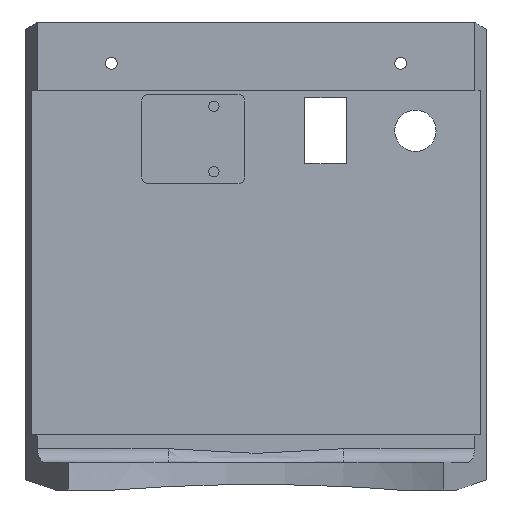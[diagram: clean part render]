
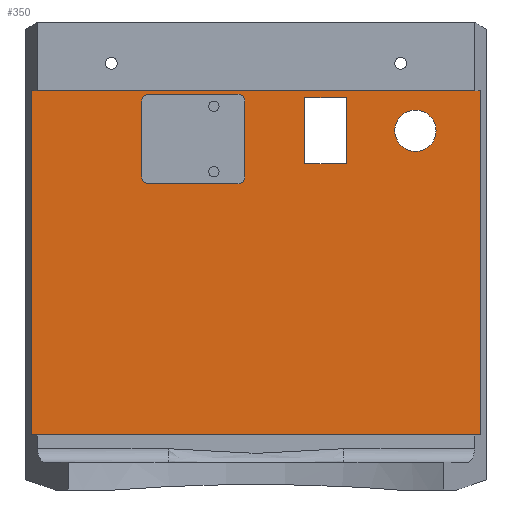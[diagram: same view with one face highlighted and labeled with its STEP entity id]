
A CAD part, front view. The second image highlights one B-rep face of the part: STEP entity #350.
In plain terms, the highlighted planar face has unit normal (0, -1, 0).
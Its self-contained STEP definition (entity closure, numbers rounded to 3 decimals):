
#1 = VECTOR ( 'NONE', #1500, 1000. ) ;
#9 = ORIENTED_EDGE ( 'NONE', *, *, #904, .T. ) ;
#11 = ORIENTED_EDGE ( 'NONE', *, *, #1361, .T. ) ;
#16 = ORIENTED_EDGE ( 'NONE', *, *, #969, .F. ) ;
#25 = CIRCLE ( 'NONE', #937, 2. ) ;
#29 = VECTOR ( 'NONE', #750, 1000. ) ;
#32 = CARTESIAN_POINT ( 'NONE',  ( 46.332, 3., 38.4 ) ) ;
#47 = VERTEX_POINT ( 'NONE', #32 ) ;
#62 = DIRECTION ( 'NONE',  ( 1., 0., 0. ) ) ;
#95 = VERTEX_POINT ( 'NONE', #373 ) ;
#106 = CARTESIAN_POINT ( 'NONE',  ( 46.332, 3., 26.4 ) ) ;
#107 = CARTESIAN_POINT ( 'NONE',  ( -33.232, 3., 43. ) ) ;
#109 = FACE_BOUND ( 'NONE', #1397, .T. ) ;
#119 = VERTEX_POINT ( 'NONE', #1041 ) ;
#136 = VERTEX_POINT ( 'NONE', #1031 ) ;
#160 = LINE ( 'NONE', #407, #728 ) ;
#175 = LINE ( 'NONE', #1256, #610 ) ;
#178 = CARTESIAN_POINT ( 'NONE',  ( -3.232, 3., 41. ) ) ;
#185 = VECTOR ( 'NONE', #1387, 1000. ) ;
#198 = ORIENTED_EDGE ( 'NONE', *, *, #1425, .F. ) ;
#200 = ORIENTED_EDGE ( 'NONE', *, *, #571, .T. ) ;
#211 = DIRECTION ( 'NONE',  ( 1., 0., 0. ) ) ;
#219 = VERTEX_POINT ( 'NONE', #1280 ) ;
#222 = CARTESIAN_POINT ( 'NONE',  ( 46.332, 3., 32.4 ) ) ;
#225 = EDGE_CURVE ( 'NONE', #47, #587, #700, .T. ) ;
#267 = AXIS2_PLACEMENT_3D ( 'NONE', #434, #923, #1394 ) ;
#275 = EDGE_CURVE ( 'NONE', #219, #1054, #1573, .T. ) ;
#276 = VERTEX_POINT ( 'NONE', #1215 ) ;
#287 = DIRECTION ( 'NONE',  ( 0., 0., -1. ) ) ;
#289 = AXIS2_PLACEMENT_3D ( 'NONE', #1476, #365, #860 ) ;
#290 = LINE ( 'NONE', #771, #902 ) ;
#298 = CIRCLE ( 'NONE', #815, 6. ) ;
#314 = LINE ( 'NONE', #808, #185 ) ;
#319 = DIRECTION ( 'NONE',  ( 0., 0., -1. ) ) ;
#327 = CARTESIAN_POINT ( 'NONE',  ( -31.232, 3., 43. ) ) ;
#342 = VERTEX_POINT ( 'NONE', #1471 ) ;
#350 = ADVANCED_FACE ( 'NONE', ( #1222, #109, #977, #608 ), #484, .T. ) ;
#356 = DIRECTION ( 'NONE',  ( 0., 1., 0. ) ) ;
#365 = DIRECTION ( 'NONE',  ( 0., -1., 0. ) ) ;
#373 = CARTESIAN_POINT ( 'NONE',  ( 26.332, 3., 22.8 ) ) ;
#374 = CIRCLE ( 'NONE', #838, 2. ) ;
#407 = CARTESIAN_POINT ( 'NONE',  ( 65.232, 3., 0. ) ) ;
#415 = LINE ( 'NONE', #1400, #1499 ) ;
#434 = CARTESIAN_POINT ( 'NONE',  ( -31.232, 3., 19. ) ) ;
#484 = PLANE ( 'NONE',  #289 ) ;
#494 = CARTESIAN_POINT ( 'NONE',  ( -31.232, 3., 41. ) ) ;
#538 = CARTESIAN_POINT ( 'NONE',  ( -33.232, 3., 41. ) ) ;
#555 = DIRECTION ( 'NONE',  ( -1., 0., 0. ) ) ;
#558 = EDGE_CURVE ( 'NONE', #136, #819, #25, .T. ) ;
#569 = VERTEX_POINT ( 'NONE', #1440 ) ;
#571 = EDGE_CURVE ( 'NONE', #342, #1274, #836, .T. ) ;
#581 = LINE ( 'NONE', #1070, #1133 ) ;
#582 = DIRECTION ( 'NONE',  ( 0., 0., -1. ) ) ;
#587 = VERTEX_POINT ( 'NONE', #106 ) ;
#595 = DIRECTION ( 'NONE',  ( 0., -1., 0. ) ) ;
#608 = FACE_OUTER_BOUND ( 'NONE', #1077, .T. ) ;
#610 = VECTOR ( 'NONE', #287, 1000. ) ;
#628 = VERTEX_POINT ( 'NONE', #1254 ) ;
#632 = CARTESIAN_POINT ( 'NONE',  ( -3.232, 3., 43. ) ) ;
#635 = VERTEX_POINT ( 'NONE', #1355 ) ;
#657 = DIRECTION ( 'NONE',  ( 0., 0., 1. ) ) ;
#660 = ORIENTED_EDGE ( 'NONE', *, *, #1139, .F. ) ;
#700 = CIRCLE ( 'NONE', #861, 6. ) ;
#704 = DIRECTION ( 'NONE',  ( 0., 0., -1. ) ) ;
#720 = CARTESIAN_POINT ( 'NONE',  ( -33.232, 3., 19. ) ) ;
#722 = DIRECTION ( 'NONE',  ( 0., -1., 0. ) ) ;
#728 = VECTOR ( 'NONE', #657, 1000. ) ;
#735 = LINE ( 'NONE', #632, #1 ) ;
#750 = DIRECTION ( 'NONE',  ( -1., 0., 0. ) ) ;
#752 = ORIENTED_EDGE ( 'NONE', *, *, #919, .T. ) ;
#760 = EDGE_CURVE ( 'NONE', #844, #1390, #374, .T. ) ;
#771 = CARTESIAN_POINT ( 'NONE',  ( -83.5, 3., 44. ) ) ;
#808 = CARTESIAN_POINT ( 'NONE',  ( -65.232, 3., 0. ) ) ;
#815 = AXIS2_PLACEMENT_3D ( 'NONE', #222, #595, #319 ) ;
#819 = VERTEX_POINT ( 'NONE', #178 ) ;
#833 = EDGE_LOOP ( 'NONE', ( #198, #1052 ) ) ;
#836 = CIRCLE ( 'NONE', #1114, 2. ) ;
#838 = AXIS2_PLACEMENT_3D ( 'NONE', #494, #356, #1232 ) ;
#844 = VERTEX_POINT ( 'NONE', #538 ) ;
#846 = ORIENTED_EDGE ( 'NONE', *, *, #275, .F. ) ;
#849 = CARTESIAN_POINT ( 'NONE',  ( -5.232, 3., 19. ) ) ;
#860 = DIRECTION ( 'NONE',  ( 0., 0., -1. ) ) ;
#861 = AXIS2_PLACEMENT_3D ( 'NONE', #1597, #722, #1208 ) ;
#888 = CARTESIAN_POINT ( 'NONE',  ( -83.5, 3., -56. ) ) ;
#891 = CARTESIAN_POINT ( 'NONE',  ( -65.232, 3., 44. ) ) ;
#902 = VECTOR ( 'NONE', #555, 1000. ) ;
#904 = EDGE_CURVE ( 'NONE', #569, #1027, #966, .T. ) ;
#919 = EDGE_CURVE ( 'NONE', #1581, #276, #314, .T. ) ;
#921 = ORIENTED_EDGE ( 'NONE', *, *, #1496, .F. ) ;
#923 = DIRECTION ( 'NONE',  ( 0., 1., 0. ) ) ;
#933 = CARTESIAN_POINT ( 'NONE',  ( 14.132, 3., 22.8 ) ) ;
#937 = AXIS2_PLACEMENT_3D ( 'NONE', #1183, #1456, #1314 ) ;
#955 = ORIENTED_EDGE ( 'NONE', *, *, #1284, .F. ) ;
#966 = CIRCLE ( 'NONE', #267, 2. ) ;
#969 = EDGE_CURVE ( 'NONE', #628, #219, #1578, .T. ) ;
#977 = FACE_BOUND ( 'NONE', #833, .T. ) ;
#986 = ORIENTED_EDGE ( 'NONE', *, *, #1223, .F. ) ;
#1010 = LINE ( 'NONE', #888, #1120 ) ;
#1027 = VERTEX_POINT ( 'NONE', #720 ) ;
#1031 = CARTESIAN_POINT ( 'NONE',  ( -5.232, 3., 43. ) ) ;
#1041 = CARTESIAN_POINT ( 'NONE',  ( 65.232, 3., -56. ) ) ;
#1044 = ORIENTED_EDGE ( 'NONE', *, *, #1550, .T. ) ;
#1052 = ORIENTED_EDGE ( 'NONE', *, *, #225, .F. ) ;
#1054 = VERTEX_POINT ( 'NONE', #933 ) ;
#1062 = VECTOR ( 'NONE', #704, 1000. ) ;
#1067 = ORIENTED_EDGE ( 'NONE', *, *, #760, .T. ) ;
#1070 = CARTESIAN_POINT ( 'NONE',  ( -33.232, 3., 17. ) ) ;
#1077 = EDGE_LOOP ( 'NONE', ( #1044, #1259, #752, #11 ) ) ;
#1079 = CARTESIAN_POINT ( 'NONE',  ( 14.132, 3., 22.8 ) ) ;
#1103 = CARTESIAN_POINT ( 'NONE',  ( 14.132, 3., 42. ) ) ;
#1114 = AXIS2_PLACEMENT_3D ( 'NONE', #849, #1332, #582 ) ;
#1120 = VECTOR ( 'NONE', #1384, 1000. ) ;
#1133 = VECTOR ( 'NONE', #211, 1000. ) ;
#1137 = CARTESIAN_POINT ( 'NONE',  ( -5.232, 3., 17. ) ) ;
#1139 = EDGE_CURVE ( 'NONE', #342, #819, #735, .T. ) ;
#1154 = DIRECTION ( 'NONE',  ( 0., 0., 1. ) ) ;
#1183 = CARTESIAN_POINT ( 'NONE',  ( -5.232, 3., 41. ) ) ;
#1194 = DIRECTION ( 'NONE',  ( -1., 0., 0. ) ) ;
#1208 = DIRECTION ( 'NONE',  ( 0., 0., -1. ) ) ;
#1215 = CARTESIAN_POINT ( 'NONE',  ( -65.232, 3., -56. ) ) ;
#1222 = FACE_BOUND ( 'NONE', #1569, .T. ) ;
#1223 = EDGE_CURVE ( 'NONE', #136, #1390, #1602, .T. ) ;
#1232 = DIRECTION ( 'NONE',  ( 0., 0., -1. ) ) ;
#1239 = VECTOR ( 'NONE', #62, 1000. ) ;
#1254 = CARTESIAN_POINT ( 'NONE',  ( 26.332, 3., 42. ) ) ;
#1256 = CARTESIAN_POINT ( 'NONE',  ( -33.232, 3., 43. ) ) ;
#1259 = ORIENTED_EDGE ( 'NONE', *, *, #1592, .T. ) ;
#1274 = VERTEX_POINT ( 'NONE', #1137 ) ;
#1280 = CARTESIAN_POINT ( 'NONE',  ( 14.132, 3., 42. ) ) ;
#1284 = EDGE_CURVE ( 'NONE', #844, #1027, #175, .T. ) ;
#1314 = DIRECTION ( 'NONE',  ( 0., 0., -1. ) ) ;
#1332 = DIRECTION ( 'NONE',  ( 0., 1., 0. ) ) ;
#1352 = ORIENTED_EDGE ( 'NONE', *, *, #1557, .F. ) ;
#1355 = CARTESIAN_POINT ( 'NONE',  ( 65.232, 3., 44. ) ) ;
#1361 = EDGE_CURVE ( 'NONE', #276, #119, #1010, .T. ) ;
#1380 = VECTOR ( 'NONE', #1194, 1000. ) ;
#1384 = DIRECTION ( 'NONE',  ( 1., 0., 0. ) ) ;
#1387 = DIRECTION ( 'NONE',  ( 0., 0., -1. ) ) ;
#1390 = VERTEX_POINT ( 'NONE', #327 ) ;
#1394 = DIRECTION ( 'NONE',  ( 0., 0., -1. ) ) ;
#1397 = EDGE_LOOP ( 'NONE', ( #1352, #921, #846, #16 ) ) ;
#1400 = CARTESIAN_POINT ( 'NONE',  ( 26.332, 3., 42. ) ) ;
#1425 = EDGE_CURVE ( 'NONE', #587, #47, #298, .T. ) ;
#1440 = CARTESIAN_POINT ( 'NONE',  ( -31.232, 3., 17. ) ) ;
#1442 = CARTESIAN_POINT ( 'NONE',  ( 14.132, 3., 42. ) ) ;
#1448 = LINE ( 'NONE', #1079, #1239 ) ;
#1456 = DIRECTION ( 'NONE',  ( 0., 1., 0. ) ) ;
#1471 = CARTESIAN_POINT ( 'NONE',  ( -3.232, 3., 19. ) ) ;
#1476 = CARTESIAN_POINT ( 'NONE',  ( 0., 3., 0. ) ) ;
#1479 = EDGE_CURVE ( 'NONE', #569, #1274, #581, .T. ) ;
#1496 = EDGE_CURVE ( 'NONE', #1054, #95, #1448, .T. ) ;
#1499 = VECTOR ( 'NONE', #1154, 1000. ) ;
#1500 = DIRECTION ( 'NONE',  ( 0., 0., 1. ) ) ;
#1504 = ORIENTED_EDGE ( 'NONE', *, *, #558, .T. ) ;
#1531 = ORIENTED_EDGE ( 'NONE', *, *, #1479, .F. ) ;
#1550 = EDGE_CURVE ( 'NONE', #119, #635, #160, .T. ) ;
#1557 = EDGE_CURVE ( 'NONE', #95, #628, #415, .T. ) ;
#1569 = EDGE_LOOP ( 'NONE', ( #1531, #9, #955, #1067, #986, #1504, #660, #200 ) ) ;
#1573 = LINE ( 'NONE', #1103, #1062 ) ;
#1578 = LINE ( 'NONE', #1442, #1380 ) ;
#1581 = VERTEX_POINT ( 'NONE', #891 ) ;
#1592 = EDGE_CURVE ( 'NONE', #635, #1581, #290, .T. ) ;
#1597 = CARTESIAN_POINT ( 'NONE',  ( 46.332, 3., 32.4 ) ) ;
#1602 = LINE ( 'NONE', #107, #29 ) ;
